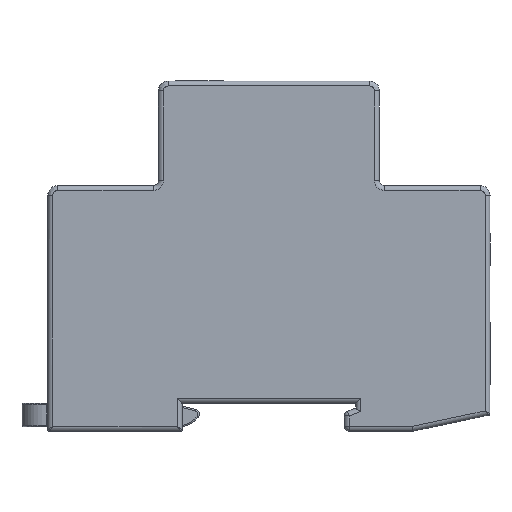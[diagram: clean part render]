
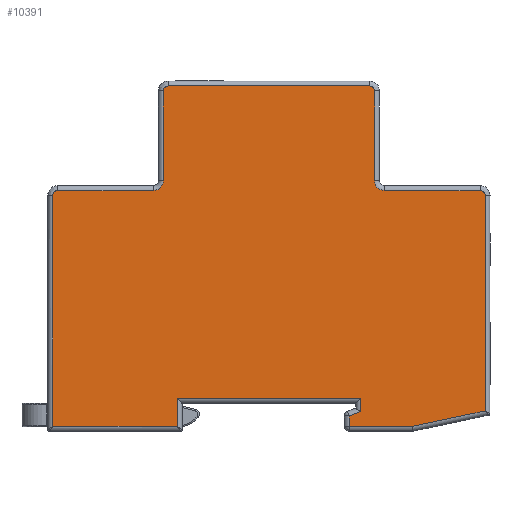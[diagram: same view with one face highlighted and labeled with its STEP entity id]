
A CAD part, front view. The second image highlights one B-rep face of the part: STEP entity #10391.
In plain terms, the highlighted planar face has unit normal (0, -1, 0).
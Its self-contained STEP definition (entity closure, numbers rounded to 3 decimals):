
#357=DIRECTION('',(0.,0.,-1.));
#358=VECTOR('',#357,47.);
#359=CARTESIAN_POINT('',(-44.,-71.8,42.3));
#360=LINE('',#359,#358);
#364=CARTESIAN_POINT('',(-44.,-71.8,-4.7));
#1470=DIRECTION('',(1.,0.,0.));
#1471=VECTOR('',#1470,25.35);
#1472=CARTESIAN_POINT('',(-44.,-71.8,-4.7));
#1473=LINE('',#1472,#1471);
#1524=DIRECTION('',(0.931,0.,0.364));
#1525=VECTOR('',#1524,2.47);
#1526=CARTESIAN_POINT('',(16.35,-71.8,-2.583));
#1527=LINE('',#1526,#1525);
#1531=CARTESIAN_POINT('',(-43.,-71.8,42.3));
#1532=DIRECTION('',(0.,1.,0.));
#1533=DIRECTION('',(-1.,0.,0.));
#1534=AXIS2_PLACEMENT_3D('',#1531,#1532,#1533);
#1539=CARTESIAN_POINT('',(-23.5,-71.8,45.3));
#1540=DIRECTION('',(0.,-1.,0.));
#1541=DIRECTION('',(0.,0.,-1.));
#1542=AXIS2_PLACEMENT_3D('',#1539,#1540,#1541);
#1547=CARTESIAN_POINT('',(-20.5,-71.8,
63.582));
#1548=DIRECTION('',(0.,1.,0.));
#1549=DIRECTION('',(-1.,0.,0.));
#1550=AXIS2_PLACEMENT_3D('',#1547,#1548,#1549);
#1555=CARTESIAN_POINT('',(20.5,-71.8,63.582));
#1556=DIRECTION('',(0.,1.,0.));
#1557=DIRECTION('',(0.,0.,1.));
#1558=AXIS2_PLACEMENT_3D('',#1555,#1556,#1557);
#1563=CARTESIAN_POINT('',(23.5,-71.8,45.3));
#1564=DIRECTION('',(0.,-1.,0.));
#1565=DIRECTION('',(-1.,0.,0.));
#1566=AXIS2_PLACEMENT_3D('',#1563,#1564,#1565);
#1571=CARTESIAN_POINT('',(43.,-71.8,42.3));
#1572=DIRECTION('',(0.,1.,0.));
#1573=DIRECTION('',(0.,0.,1.));
#1574=AXIS2_PLACEMENT_3D('',#1571,#1572,#1573);
#1579=DIRECTION('',(-0.978,0.,-0.208));
#1580=VECTOR('',#1579,15.136);
#1581=CARTESIAN_POINT('',(44.,-71.8,
-1.553));
#1582=LINE('',#1581,#1580);
#1586=DIRECTION('',(0.,0.,-1.));
#1587=VECTOR('',#1586,2.117);
#1588=CARTESIAN_POINT('',(16.35,-71.8,-2.583));
#1589=LINE('',#1588,#1587);
#1624=DIRECTION('',(1.,0.,0.));
#1625=VECTOR('',#1624,12.845);
#1626=CARTESIAN_POINT('',(16.35,-71.8,-4.7));
#1627=LINE('',#1626,#1625);
#1690=DIRECTION('',(0.,0.,1.));
#1691=VECTOR('',#1690,43.853);
#1692=CARTESIAN_POINT('',(44.,-71.8,
-1.553));
#1693=LINE('',#1692,#1691);
#1740=DIRECTION('',(-1.,0.,0.));
#1741=VECTOR('',#1740,19.5);
#1742=CARTESIAN_POINT('',(43.,-71.8,43.3));
#1743=LINE('',#1742,#1741);
#1778=DIRECTION('',(0.,0.,1.));
#1779=VECTOR('',#1778,18.282);
#1780=CARTESIAN_POINT('',(21.5,-71.8,45.3));
#1781=LINE('',#1780,#1779);
#1816=DIRECTION('',(-1.,0.,0.));
#1817=VECTOR('',#1816,41.);
#1818=CARTESIAN_POINT('',(20.5,-71.8,64.582));
#1819=LINE('',#1818,#1817);
#1854=DIRECTION('',(0.,0.,-1.));
#1855=VECTOR('',#1854,18.282);
#1856=CARTESIAN_POINT('',(-21.5,-71.8,63.582));
#1857=LINE('',#1856,#1855);
#1892=DIRECTION('',(-1.,0.,0.));
#1893=VECTOR('',#1892,19.5);
#1894=CARTESIAN_POINT('',(-23.5,-71.8,43.3));
#1895=LINE('',#1894,#1893);
#4211=DIRECTION('',(0.,0.,-1.));
#4212=VECTOR('',#4211,2.683);
#4213=CARTESIAN_POINT('',(18.65,-71.8,1.));
#4214=LINE('',#4213,#4212);
#4218=DIRECTION('',(1.,0.,0.));
#4219=VECTOR('',#4218,37.3);
#4220=CARTESIAN_POINT('',(-18.65,-71.8,1.));
#4221=LINE('',#4220,#4219);
#4244=DIRECTION('',(0.,0.,1.));
#4245=VECTOR('',#4244,5.7);
#4246=CARTESIAN_POINT('',(-18.65,-71.8,-4.7));
#4247=LINE('',#4246,#4245);
#8022=VERTEX_POINT('',#364);
#8023=CARTESIAN_POINT('',(-44.,-71.8,42.3));
#8024=VERTEX_POINT('',#8023);
#8027=CARTESIAN_POINT('',(-43.,-71.8,43.3));
#8028=VERTEX_POINT('',#8027);
#8258=CARTESIAN_POINT('',(-18.65,-71.8,-4.7));
#8259=VERTEX_POINT('',#8258);
#8260=CARTESIAN_POINT('',(16.35,-71.8,-2.583));
#8261=CARTESIAN_POINT('',(16.35,-71.8,-4.7));
#8262=VERTEX_POINT('',#8260);
#8263=VERTEX_POINT('',#8261);
#8264=CARTESIAN_POINT('',(18.65,-71.8,-1.683));
#8265=VERTEX_POINT('',#8264);
#8266=CARTESIAN_POINT('',(18.65,-71.8,1.));
#8267=VERTEX_POINT('',#8266);
#8268=CARTESIAN_POINT('',(-18.65,-71.8,1.));
#8269=VERTEX_POINT('',#8268);
#8270=CARTESIAN_POINT('',(-23.5,-71.8,43.3));
#8271=VERTEX_POINT('',#8270);
#8272=CARTESIAN_POINT('',(-21.5,-71.8,45.3));
#8273=VERTEX_POINT('',#8272);
#8274=CARTESIAN_POINT('',(-21.5,-71.8,63.582));
#8275=VERTEX_POINT('',#8274);
#8276=CARTESIAN_POINT('',(-20.5,-71.8,64.582));
#8277=VERTEX_POINT('',#8276);
#8278=CARTESIAN_POINT('',(20.5,-71.8,64.582));
#8279=VERTEX_POINT('',#8278);
#8280=CARTESIAN_POINT('',(21.5,-71.8,63.582));
#8281=VERTEX_POINT('',#8280);
#8282=CARTESIAN_POINT('',(21.5,-71.8,45.3));
#8283=VERTEX_POINT('',#8282);
#8284=CARTESIAN_POINT('',(23.5,-71.8,43.3));
#8285=VERTEX_POINT('',#8284);
#8286=CARTESIAN_POINT('',(43.,-71.8,43.3));
#8287=VERTEX_POINT('',#8286);
#8288=CARTESIAN_POINT('',(44.,-71.8,42.3));
#8289=VERTEX_POINT('',#8288);
#8290=CARTESIAN_POINT('',(44.,-71.8,
-1.553));
#8291=VERTEX_POINT('',#8290);
#8292=CARTESIAN_POINT('',(29.195,-71.8,-4.7));
#8293=VERTEX_POINT('',#8292);
#10345=CARTESIAN_POINT('',(0.,-71.8,0.));
#10346=DIRECTION('',(0.,1.,0.));
#10347=DIRECTION('',(-1.,0.,0.));
#10348=AXIS2_PLACEMENT_3D('',#10345,#10346,#10347);
#10349=PLANE('',#10348);
#10351=ORIENTED_EDGE('',*,*,#10350,.F.);
#10353=ORIENTED_EDGE('',*,*,#10352,.T.);
#10355=ORIENTED_EDGE('',*,*,#10354,.F.);
#10357=ORIENTED_EDGE('',*,*,#10356,.F.);
#10359=ORIENTED_EDGE('',*,*,#10358,.F.);
#10360=ORIENTED_EDGE('',*,*,#10336,.F.);
#10361=ORIENTED_EDGE('',*,*,#9215,.F.);
#10362=ORIENTED_EDGE('',*,*,#9242,.T.);
#10364=ORIENTED_EDGE('',*,*,#10363,.F.);
#10366=ORIENTED_EDGE('',*,*,#10365,.T.);
#10368=ORIENTED_EDGE('',*,*,#10367,.F.);
#10370=ORIENTED_EDGE('',*,*,#10369,.T.);
#10372=ORIENTED_EDGE('',*,*,#10371,.F.);
#10374=ORIENTED_EDGE('',*,*,#10373,.T.);
#10376=ORIENTED_EDGE('',*,*,#10375,.F.);
#10378=ORIENTED_EDGE('',*,*,#10377,.T.);
#10380=ORIENTED_EDGE('',*,*,#10379,.F.);
#10382=ORIENTED_EDGE('',*,*,#10381,.T.);
#10384=ORIENTED_EDGE('',*,*,#10383,.F.);
#10386=ORIENTED_EDGE('',*,*,#10385,.T.);
#10388=ORIENTED_EDGE('',*,*,#10387,.F.);
#10389=EDGE_LOOP('',(#10351,#10353,#10355,#10357,#10359,#10360,#10361,#10362,
#10364,#10366,#10368,#10370,#10372,#10374,#10376,#10378,#10380,#10382,#10384,
#10386,#10388));
#10390=FACE_OUTER_BOUND('',#10389,.F.);
#1535=CIRCLE('',#1534,1.);
#1543=CIRCLE('',#1542,2.);
#1551=CIRCLE('',#1550,1.);
#1559=CIRCLE('',#1558,1.);
#1567=CIRCLE('',#1566,2.);
#1575=CIRCLE('',#1574,1.);
#9215=EDGE_CURVE('',#8024,#8022,#360,.T.);
#9242=EDGE_CURVE('',#8024,#8028,#1535,.T.);
#10336=EDGE_CURVE('',#8022,#8259,#1473,.T.);
#10350=EDGE_CURVE('',#8262,#8263,#1589,.T.);
#10352=EDGE_CURVE('',#8262,#8265,#1527,.T.);
#10354=EDGE_CURVE('',#8267,#8265,#4214,.T.);
#10356=EDGE_CURVE('',#8269,#8267,#4221,.T.);
#10358=EDGE_CURVE('',#8259,#8269,#4247,.T.);
#10363=EDGE_CURVE('',#8271,#8028,#1895,.T.);
#10365=EDGE_CURVE('',#8271,#8273,#1543,.T.);
#10367=EDGE_CURVE('',#8275,#8273,#1857,.T.);
#10369=EDGE_CURVE('',#8275,#8277,#1551,.T.);
#10371=EDGE_CURVE('',#8279,#8277,#1819,.T.);
#10373=EDGE_CURVE('',#8279,#8281,#1559,.T.);
#10375=EDGE_CURVE('',#8283,#8281,#1781,.T.);
#10377=EDGE_CURVE('',#8283,#8285,#1567,.T.);
#10379=EDGE_CURVE('',#8287,#8285,#1743,.T.);
#10381=EDGE_CURVE('',#8287,#8289,#1575,.T.);
#10383=EDGE_CURVE('',#8291,#8289,#1693,.T.);
#10385=EDGE_CURVE('',#8291,#8293,#1582,.T.);
#10387=EDGE_CURVE('',#8263,#8293,#1627,.T.);
#10391=ADVANCED_FACE('',(#10390),#10349,.F.);
